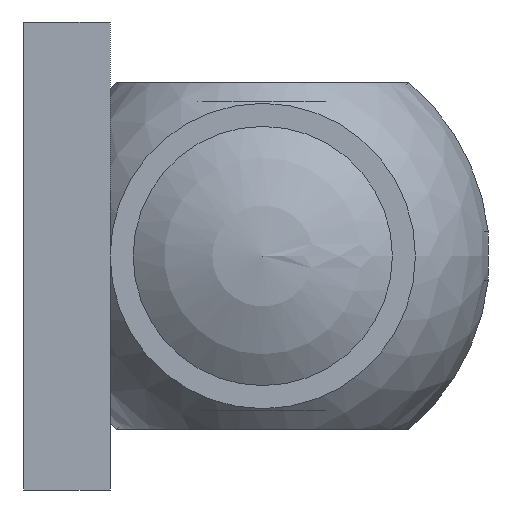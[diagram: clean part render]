
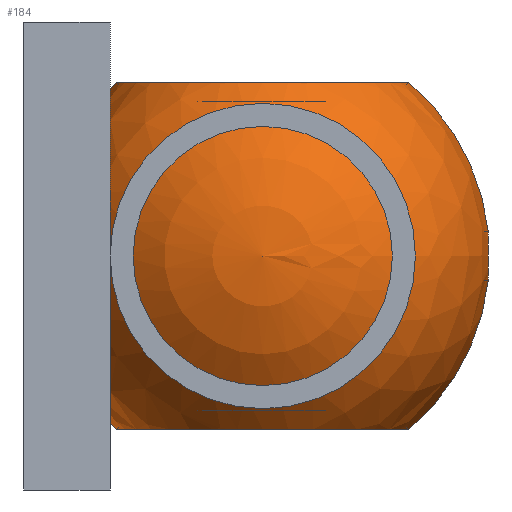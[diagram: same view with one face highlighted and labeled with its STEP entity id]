
A CAD part, front view. The second image highlights one B-rep face of the part: STEP entity #184.
In plain terms, the highlighted spherical face has radius 31.5 mm.
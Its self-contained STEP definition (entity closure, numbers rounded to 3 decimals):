
#2 = ORIENTED_EDGE ( 'NONE', *, *, #513, .F. ) ;
#16 = VERTEX_POINT ( 'NONE', #47 ) ;
#31 = DIRECTION ( 'NONE',  ( 0., 0., 1. ) ) ;
#42 = CIRCLE ( 'NONE', #489, 31.5 ) ;
#47 = CARTESIAN_POINT ( 'NONE',  ( 31.316, 0., -3.4 ) ) ;
#50 = CIRCLE ( 'NONE', #1044, 20.284 ) ;
#51 = DIRECTION ( 'NONE',  ( 0., 0., 1. ) ) ;
#101 = CARTESIAN_POINT ( 'NONE',  ( 0., 0., 0. ) ) ;
#135 = CARTESIAN_POINT ( 'NONE',  ( 0., 0., 0. ) ) ;
#138 = ORIENTED_EDGE ( 'NONE', *, *, #949, .F. ) ;
#168 = SPHERICAL_SURFACE ( 'NONE', #759, 31.5 ) ;
#184 = ADVANCED_FACE ( 'NONE', ( #864 ), #168, .T. ) ;
#221 = DIRECTION ( 'NONE',  ( 1., 0., 0. ) ) ;
#281 = EDGE_CURVE ( 'NONE', #1357, #1460, #42, .T. ) ;
#295 = DIRECTION ( 'NONE',  ( 0., 0., 1. ) ) ;
#296 = CIRCLE ( 'NONE', #856, 31.5 ) ;
#319 = VERTEX_POINT ( 'NONE', #1328 ) ;
#430 = AXIS2_PLACEMENT_3D ( 'NONE', #1560, #815, #31 ) ;
#468 = CARTESIAN_POINT ( 'NONE',  ( -20.284, 0., -24.1 ) ) ;
#477 = DIRECTION ( 'NONE',  ( 0., 0., -1. ) ) ;
#486 = ORIENTED_EDGE ( 'NONE', *, *, #1619, .T. ) ;
#489 = AXIS2_PLACEMENT_3D ( 'NONE', #1562, #1301, #817 ) ;
#513 = EDGE_CURVE ( 'NONE', #16, #1022, #296, .T. ) ;
#518 = VERTEX_POINT ( 'NONE', #1151 ) ;
#543 = EDGE_CURVE ( 'NONE', #1460, #1022, #641, .T. ) ;
#549 = VERTEX_POINT ( 'NONE', #683 ) ;
#554 = ORIENTED_EDGE ( 'NONE', *, *, #1085, .T. ) ;
#556 = CARTESIAN_POINT ( 'NONE',  ( 0., 0., 0. ) ) ;
#557 = CARTESIAN_POINT ( 'NONE',  ( -31.316, 0., 0. ) ) ;
#608 = DIRECTION ( 'NONE',  ( 0., 0., -1. ) ) ;
#641 = CIRCLE ( 'NONE', #818, 20.284 ) ;
#683 = CARTESIAN_POINT ( 'NONE',  ( 20.284, 0., 24.1 ) ) ;
#687 = DIRECTION ( 'NONE',  ( 0., 0., 1. ) ) ;
#725 = CARTESIAN_POINT ( 'NONE',  ( 20.284, 0., -24.1 ) ) ;
#744 = EDGE_CURVE ( 'NONE', #518, #1357, #1075, .T. ) ;
#759 = AXIS2_PLACEMENT_3D ( 'NONE', #135, #1147, #1272 ) ;
#781 = AXIS2_PLACEMENT_3D ( 'NONE', #556, #1454, #687 ) ;
#808 = CIRCLE ( 'NONE', #430, 3.4 ) ;
#815 = DIRECTION ( 'NONE',  ( -1., 0., 0. ) ) ;
#817 = DIRECTION ( 'NONE',  ( 1., 0., 0. ) ) ;
#818 = AXIS2_PLACEMENT_3D ( 'NONE', #1077, #295, #1203 ) ;
#831 = DIRECTION ( 'NONE',  ( 0., 1., 0. ) ) ;
#856 = AXIS2_PLACEMENT_3D ( 'NONE', #1577, #831, #51 ) ;
#864 = FACE_OUTER_BOUND ( 'NONE', #1031, .T. ) ;
#876 = CARTESIAN_POINT ( 'NONE',  ( 31.316, 0., 3.4 ) ) ;
#906 = AXIS2_PLACEMENT_3D ( 'NONE', #101, #992, #221 ) ;
#949 = EDGE_CURVE ( 'NONE', #549, #1575, #1588, .T. ) ;
#992 = DIRECTION ( 'NONE',  ( 0., -1., 0. ) ) ;
#1022 = VERTEX_POINT ( 'NONE', #725 ) ;
#1031 = EDGE_LOOP ( 'NONE', ( #554, #1452, #1448, #1093, #1387, #2, #486, #138 ) ) ;
#1044 = AXIS2_PLACEMENT_3D ( 'NONE', #1366, #608, #1501 ) ;
#1075 = CIRCLE ( 'NONE', #1485, 3.4 ) ;
#1077 = CARTESIAN_POINT ( 'NONE',  ( 0., 0., -24.1 ) ) ;
#1085 = EDGE_CURVE ( 'NONE', #549, #319, #50, .T. ) ;
#1093 = ORIENTED_EDGE ( 'NONE', *, *, #281, .T. ) ;
#1147 = DIRECTION ( 'NONE',  ( 0., -1., 0. ) ) ;
#1151 = CARTESIAN_POINT ( 'NONE',  ( -31.316, 0., 3.4 ) ) ;
#1203 = DIRECTION ( 'NONE',  ( 0., -1., 0. ) ) ;
#1241 = DIRECTION ( 'NONE',  ( 1., 0., 0. ) ) ;
#1258 = CIRCLE ( 'NONE', #906, 31.5 ) ;
#1272 = DIRECTION ( 'NONE',  ( 1., 0., 0. ) ) ;
#1301 = DIRECTION ( 'NONE',  ( 0., -1., 0. ) ) ;
#1328 = CARTESIAN_POINT ( 'NONE',  ( -20.284, 0., 24.1 ) ) ;
#1357 = VERTEX_POINT ( 'NONE', #1605 ) ;
#1366 = CARTESIAN_POINT ( 'NONE',  ( 0., 0., 24.1 ) ) ;
#1387 = ORIENTED_EDGE ( 'NONE', *, *, #543, .T. ) ;
#1448 = ORIENTED_EDGE ( 'NONE', *, *, #744, .T. ) ;
#1452 = ORIENTED_EDGE ( 'NONE', *, *, #1509, .T. ) ;
#1454 = DIRECTION ( 'NONE',  ( 0., 1., 0. ) ) ;
#1460 = VERTEX_POINT ( 'NONE', #468 ) ;
#1485 = AXIS2_PLACEMENT_3D ( 'NONE', #557, #1241, #477 ) ;
#1501 = DIRECTION ( 'NONE',  ( 0., 1., 0. ) ) ;
#1509 = EDGE_CURVE ( 'NONE', #319, #518, #1258, .T. ) ;
#1560 = CARTESIAN_POINT ( 'NONE',  ( 31.316, 0., 0. ) ) ;
#1562 = CARTESIAN_POINT ( 'NONE',  ( 0., 0., 0. ) ) ;
#1575 = VERTEX_POINT ( 'NONE', #876 ) ;
#1577 = CARTESIAN_POINT ( 'NONE',  ( 0., 0., 0. ) ) ;
#1588 = CIRCLE ( 'NONE', #781, 31.5 ) ;
#1605 = CARTESIAN_POINT ( 'NONE',  ( -31.316, 0., -3.4 ) ) ;
#1619 = EDGE_CURVE ( 'NONE', #16, #1575, #808, .T. ) ;
